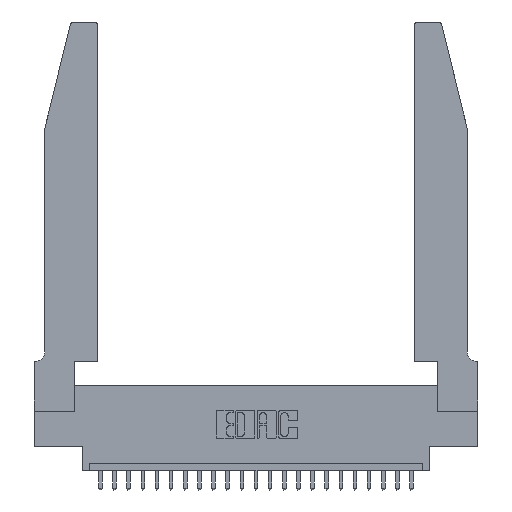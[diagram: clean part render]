
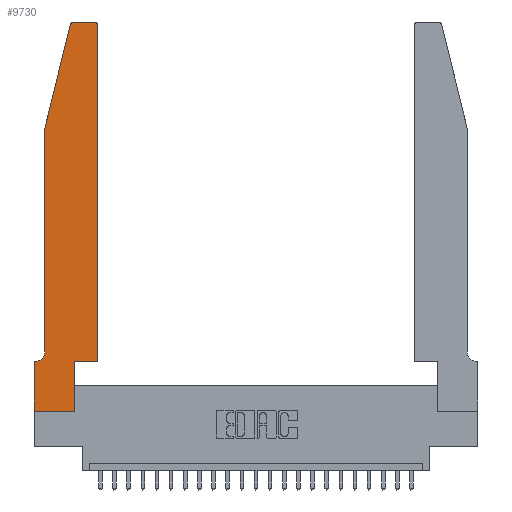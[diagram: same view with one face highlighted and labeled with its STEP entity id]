
A CAD part, top view. The second image highlights one B-rep face of the part: STEP entity #9730.
In plain terms, the highlighted planar face has unit normal (0, 0, 1).
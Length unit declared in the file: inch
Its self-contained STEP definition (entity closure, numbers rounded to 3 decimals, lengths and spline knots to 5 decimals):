
#259 = DIRECTION ( 'NONE',  ( -1., 0., 0. ) ) ;
#446 = CARTESIAN_POINT ( 'NONE',  ( 0.0055, 0.35, 0.37 ) ) ;
#474 = DIRECTION ( 'NONE',  ( 1., 0., 0. ) ) ;
#520 = VERTEX_POINT ( 'NONE', #5280 ) ;
#579 = DIRECTION ( 'NONE',  ( 0., 0., -1. ) ) ;
#1836 = VERTEX_POINT ( 'NONE', #446 ) ;
#2060 = CARTESIAN_POINT ( 'NONE',  ( 0.4505, 2.72, 0.37 ) ) ;
#2061 = VECTOR ( 'NONE', #19100, 39.37008 ) ;
#2344 = VERTEX_POINT ( 'NONE', #18584 ) ;
#2599 = CARTESIAN_POINT ( 'NONE',  ( 0.2865, 0.35, 0.37 ) ) ;
#2883 = CARTESIAN_POINT ( 'NONE',  ( 0.0755, 0.35, 0.37 ) ) ;
#2940 = VERTEX_POINT ( 'NONE', #15738 ) ;
#3050 = VECTOR ( 'NONE', #23833, 39.37008 ) ;
#3234 = ORIENTED_EDGE ( 'NONE', *, *, #10834, .T. ) ;
#3568 = VECTOR ( 'NONE', #7083, 39.37008 ) ;
#3584 = LINE ( 'NONE', #2883, #23652 ) ;
#3600 = EDGE_CURVE ( 'NONE', #2344, #12501, #5390, .T. ) ;
#3642 = LINE ( 'NONE', #21584, #3050 ) ;
#3692 = ORIENTED_EDGE ( 'NONE', *, *, #21050, .T. ) ;
#4335 = EDGE_LOOP ( 'NONE', ( #19629, #20647, #20441, #13151, #7407, #16543, #3692, #10343, #20359, #5821, #11579, #3234 ) ) ;
#4668 = DIRECTION ( 'NONE',  ( 0., 0., 1. ) ) ;
#4766 = AXIS2_PLACEMENT_3D ( 'NONE', #8833, #16674, #22177 ) ;
#5279 = LINE ( 'NONE', #22597, #15124 ) ;
#5280 = CARTESIAN_POINT ( 'NONE',  ( 0.4205, 2.75, 0.37 ) ) ;
#5390 = LINE ( 'NONE', #18397, #3568 ) ;
#5539 = EDGE_CURVE ( 'NONE', #520, #23392, #13060, .T. ) ;
#5821 = ORIENTED_EDGE ( 'NONE', *, *, #15001, .T. ) ;
#6100 = VERTEX_POINT ( 'NONE', #2060 ) ;
#6255 = VERTEX_POINT ( 'NONE', #8397 ) ;
#6310 = CARTESIAN_POINT ( 'NONE',  ( 0.0755, 0.42, 0.37 ) ) ;
#6476 = AXIS2_PLACEMENT_3D ( 'NONE', #19645, #579, #15874 ) ;
#6735 = EDGE_CURVE ( 'NONE', #15011, #24758, #18607, .T. ) ;
#7083 = DIRECTION ( 'NONE',  ( 1., 0., 0. ) ) ;
#7213 = LINE ( 'NONE', #10291, #19468 ) ;
#7323 = EDGE_CURVE ( 'NONE', #1836, #23890, #3584, .T. ) ;
#7407 = ORIENTED_EDGE ( 'NONE', *, *, #23792, .T. ) ;
#8024 = CIRCLE ( 'NONE', #22889, 0.03 ) ;
#8397 = CARTESIAN_POINT ( 'NONE',  ( 0.4505, 0.35, 0.37 ) ) ;
#8478 = CIRCLE ( 'NONE', #6476, 0.07 ) ;
#8833 = CARTESIAN_POINT ( 'NONE',  ( 0.284, 2.72, 0.37 ) ) ;
#8920 = VECTOR ( 'NONE', #259, 39.37008 ) ;
#9499 = DIRECTION ( 'NONE',  ( -0.239, -0.971, 0. ) ) ;
#9730 = ADVANCED_FACE ( 'NONE', ( #19433 ), #9772, .T. ) ;
#9744 = AXIS2_PLACEMENT_3D ( 'NONE', #11763, #13605, #474 ) ;
#9772 = PLANE ( 'NONE',  #9744 ) ;
#9935 = VECTOR ( 'NONE', #16941, 39.37008 ) ;
#10291 = CARTESIAN_POINT ( 'NONE',  ( 0.2865, 0.35, 0.37 ) ) ;
#10343 = ORIENTED_EDGE ( 'NONE', *, *, #3600, .T. ) ;
#10834 = EDGE_CURVE ( 'NONE', #6100, #520, #8024, .T. ) ;
#11579 = ORIENTED_EDGE ( 'NONE', *, *, #11722, .T. ) ;
#11722 = EDGE_CURVE ( 'NONE', #6255, #6100, #5279, .T. ) ;
#11763 = CARTESIAN_POINT ( 'NONE',  ( 0., 0.35, 0.37 ) ) ;
#12242 = LINE ( 'NONE', #24677, #2061 ) ;
#12501 = VERTEX_POINT ( 'NONE', #21464 ) ;
#12530 = CIRCLE ( 'NONE', #4766, 0.03 ) ;
#13060 = LINE ( 'NONE', #15825, #8920 ) ;
#13151 = ORIENTED_EDGE ( 'NONE', *, *, #6735, .T. ) ;
#13455 = VERTEX_POINT ( 'NONE', #2599 ) ;
#13605 = DIRECTION ( 'NONE',  ( 0., 0., 1. ) ) ;
#13863 = DIRECTION ( 'NONE',  ( 0., 1., 0. ) ) ;
#15001 = EDGE_CURVE ( 'NONE', #13455, #6255, #12242, .T. ) ;
#15011 = VERTEX_POINT ( 'NONE', #19023 ) ;
#15124 = VECTOR ( 'NONE', #20847, 39.37008 ) ;
#15470 = EDGE_CURVE ( 'NONE', #23392, #2940, #12530, .T. ) ;
#15738 = CARTESIAN_POINT ( 'NONE',  ( 0.25487, 2.72718, 0.37 ) ) ;
#15825 = CARTESIAN_POINT ( 'NONE',  ( 0.2605, 2.75, 0.37 ) ) ;
#15874 = DIRECTION ( 'NONE',  ( -1., 0., 0. ) ) ;
#15952 = EDGE_CURVE ( 'NONE', #12501, #13455, #7213, .T. ) ;
#16543 = ORIENTED_EDGE ( 'NONE', *, *, #7323, .T. ) ;
#16674 = DIRECTION ( 'NONE',  ( 0., 0., 1. ) ) ;
#16753 = CARTESIAN_POINT ( 'NONE',  ( 0.284, 2.75, 0.37 ) ) ;
#16941 = DIRECTION ( 'NONE',  ( 0., -1., 0. ) ) ;
#17721 = CARTESIAN_POINT ( 'NONE',  ( 0.4205, 2.72, 0.37 ) ) ;
#18323 = CARTESIAN_POINT ( 'NONE',  ( 0., 0.35, 0.37 ) ) ;
#18397 = CARTESIAN_POINT ( 'NONE',  ( 0., 0., 0.37 ) ) ;
#18584 = CARTESIAN_POINT ( 'NONE',  ( 0., 0., 0.37 ) ) ;
#18607 = LINE ( 'NONE', #22931, #9935 ) ;
#18763 = DIRECTION ( 'NONE',  ( -1., 0., 0. ) ) ;
#18979 = VECTOR ( 'NONE', #9499, 39.37008 ) ;
#19023 = CARTESIAN_POINT ( 'NONE',  ( 0.0755, 2., 0.37 ) ) ;
#19100 = DIRECTION ( 'NONE',  ( 1., 0., 0. ) ) ;
#19433 = FACE_OUTER_BOUND ( 'NONE', #4335, .T. ) ;
#19468 = VECTOR ( 'NONE', #13863, 39.37008 ) ;
#19629 = ORIENTED_EDGE ( 'NONE', *, *, #5539, .T. ) ;
#19645 = CARTESIAN_POINT ( 'NONE',  ( 0.0055, 0.42, 0.37 ) ) ;
#20359 = ORIENTED_EDGE ( 'NONE', *, *, #15952, .T. ) ;
#20441 = ORIENTED_EDGE ( 'NONE', *, *, #22666, .T. ) ;
#20647 = ORIENTED_EDGE ( 'NONE', *, *, #15470, .T. ) ;
#20847 = DIRECTION ( 'NONE',  ( 0., 1., 0. ) ) ;
#21045 = CARTESIAN_POINT ( 'NONE',  ( 0.0755, 2., 0.37 ) ) ;
#21050 = EDGE_CURVE ( 'NONE', #23890, #2344, #3642, .T. ) ;
#21464 = CARTESIAN_POINT ( 'NONE',  ( 0.2865, 0., 0.37 ) ) ;
#21584 = CARTESIAN_POINT ( 'NONE',  ( 0., 0., 0.37 ) ) ;
#21639 = DIRECTION ( 'NONE',  ( 1., 0., 0. ) ) ;
#22177 = DIRECTION ( 'NONE',  ( 1., 0., 0. ) ) ;
#22551 = LINE ( 'NONE', #21045, #18979 ) ;
#22597 = CARTESIAN_POINT ( 'NONE',  ( 0.4505, 0.35, 0.37 ) ) ;
#22666 = EDGE_CURVE ( 'NONE', #2940, #15011, #22551, .T. ) ;
#22889 = AXIS2_PLACEMENT_3D ( 'NONE', #17721, #4668, #21639 ) ;
#22931 = CARTESIAN_POINT ( 'NONE',  ( 0.0755, 2., 0.37 ) ) ;
#23392 = VERTEX_POINT ( 'NONE', #16753 ) ;
#23652 = VECTOR ( 'NONE', #18763, 39.37008 ) ;
#23792 = EDGE_CURVE ( 'NONE', #24758, #1836, #8478, .T. ) ;
#23833 = DIRECTION ( 'NONE',  ( 0., -1., 0. ) ) ;
#23890 = VERTEX_POINT ( 'NONE', #18323 ) ;
#24677 = CARTESIAN_POINT ( 'NONE',  ( 0.4505, 0.35, 0.37 ) ) ;
#24758 = VERTEX_POINT ( 'NONE', #6310 ) ;
